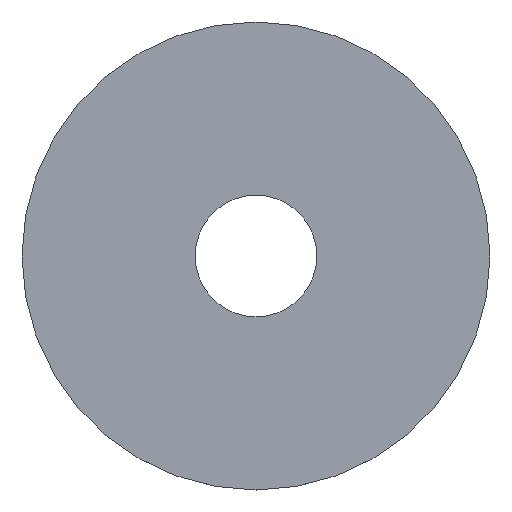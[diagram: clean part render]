
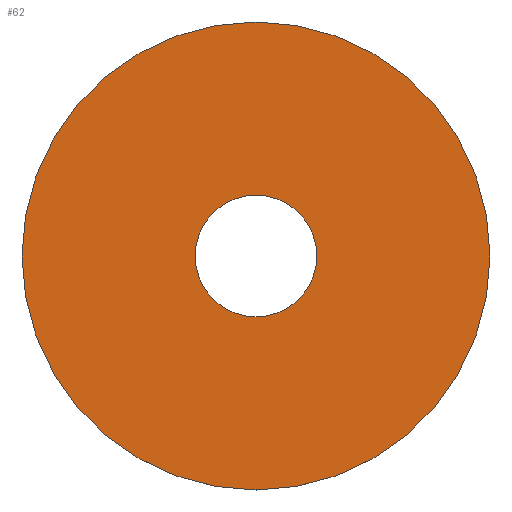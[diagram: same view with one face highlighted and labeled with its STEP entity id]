
A CAD part, top view. The second image highlights one B-rep face of the part: STEP entity #62.
In plain terms, the highlighted planar face has unit normal (0, 0, 1).
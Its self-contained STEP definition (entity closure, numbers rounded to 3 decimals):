
#5 = FACE_OUTER_BOUND ( 'NONE', #6, .T. ) ;
#6 = EDGE_LOOP ( 'NONE', ( #128 ) ) ;
#8 = EDGE_LOOP ( 'NONE', ( #45 ) ) ;
#20 = CARTESIAN_POINT ( 'NONE',  ( 0., 25., 0.6 ) ) ;
#22 = CARTESIAN_POINT ( 'NONE',  ( 0., 0., 0.6 ) ) ;
#37 = EDGE_CURVE ( 'NONE', #117, #117, #84, .T. ) ;
#45 = ORIENTED_EDGE ( 'NONE', *, *, #37, .T. ) ;
#50 = AXIS2_PLACEMENT_3D ( 'NONE', #70, #58, #114 ) ;
#58 = DIRECTION ( 'NONE',  ( 0., 0., -1. ) ) ;
#60 = DIRECTION ( 'NONE',  ( 0., 1., 0. ) ) ;
#62 = ADVANCED_FACE ( 'NONE', ( #73, #5 ), #99, .T. ) ;
#69 = AXIS2_PLACEMENT_3D ( 'NONE', #154, #149, #143 ) ;
#70 = CARTESIAN_POINT ( 'NONE',  ( 0., 0., 0.6 ) ) ;
#73 = FACE_BOUND ( 'NONE', #8, .T. ) ;
#79 = CIRCLE ( 'NONE', #161, 25. ) ;
#83 = CARTESIAN_POINT ( 'NONE',  ( 0., 6.5, 0.6 ) ) ;
#84 = CIRCLE ( 'NONE', #50, 6.5 ) ;
#86 = EDGE_CURVE ( 'NONE', #104, #104, #79, .T. ) ;
#99 = PLANE ( 'NONE',  #69 ) ;
#104 = VERTEX_POINT ( 'NONE', #20 ) ;
#114 = DIRECTION ( 'NONE',  ( 0., 1., 0. ) ) ;
#117 = VERTEX_POINT ( 'NONE', #83 ) ;
#119 = DIRECTION ( 'NONE',  ( 0., 0., -1. ) ) ;
#128 = ORIENTED_EDGE ( 'NONE', *, *, #86, .F. ) ;
#143 = DIRECTION ( 'NONE',  ( 0., -1., 0. ) ) ;
#149 = DIRECTION ( 'NONE',  ( 0., 0., 1. ) ) ;
#154 = CARTESIAN_POINT ( 'NONE',  ( 0., 6.5, 0.6 ) ) ;
#161 = AXIS2_PLACEMENT_3D ( 'NONE', #22, #119, #60 ) ;
